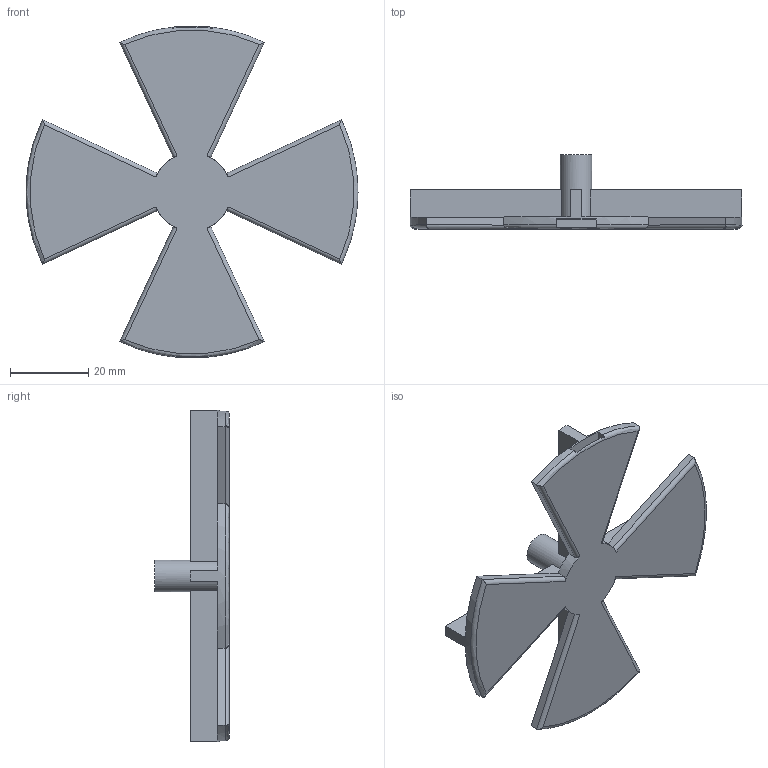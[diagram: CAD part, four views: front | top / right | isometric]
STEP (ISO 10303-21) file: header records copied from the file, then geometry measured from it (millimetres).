
FILE_DESCRIPTION(/* description */ (''),/* implementation_level */ '2;1');
FILE_NAME(/* name */ 'wash_rotor v8.step',/* time_stamp */ '2022-02-20T18:07:08+01:00',/* author */ (''),/* organization */ (''),/* preprocessor_version */ 'ST-DEVELOPER v18.1',/* originating_system */ 'Autodesk Translation Framework v10.13.0.1454',/* authorisation */ '');
FILE_SCHEMA (('AUTOMOTIVE_DESIGN { 1 0 10303 214 3 1 1 }'));
Length unit declared in the file: millimetre
Products named in the file (1): wash_rotor
Bounding box: 85 x 19 x 84.99 mm (x, y, z)
Volume: 13063.7 mm3; surface area: 11973.2 mm2
Topology: 1 solids, 1 shells, 57 faces, 157 edges, 102 vertices
Faces by surface type: plane 36, cylinder 17, torus 4
Full cylindrical faces by diameter (mm): 8.1 x1
Entity records: 2000 total; most frequent: CARTESIAN_POINT 513, ORIENTED_EDGE 314, DIRECTION 297, EDGE_CURVE 157, VERTEX_POINT 102, AXIS2_PLACEMENT_3D 102, LINE 93, VECTOR 93
